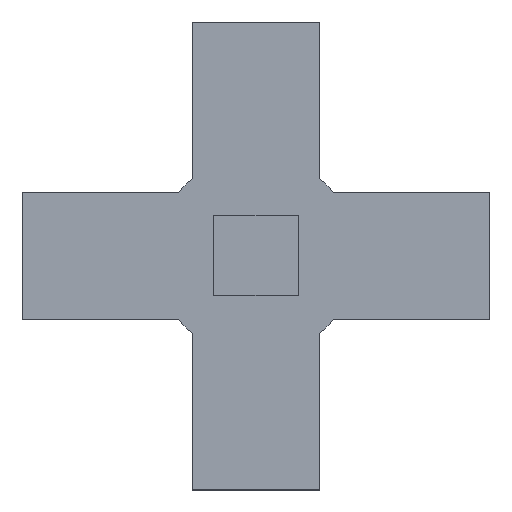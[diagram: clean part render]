
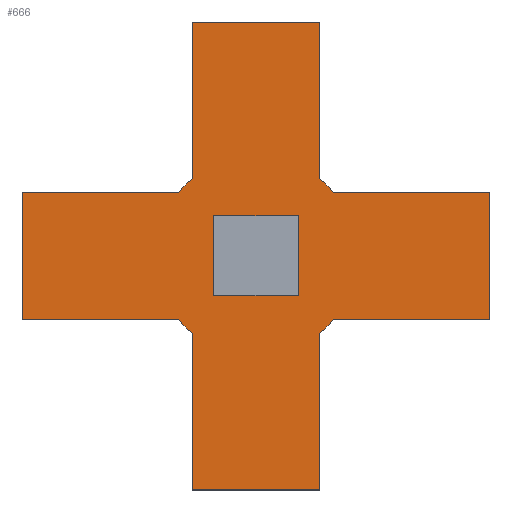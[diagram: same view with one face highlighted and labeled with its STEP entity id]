
A CAD part, top view. The second image highlights one B-rep face of the part: STEP entity #666.
In plain terms, the highlighted planar face has unit normal (0, 0, 1).
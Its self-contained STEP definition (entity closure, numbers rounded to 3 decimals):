
#24=FACE_BOUND('',#102,.T.);
#26=CIRCLE('',#709,7.9);
#31=CIRCLE('',#717,30.);
#32=CIRCLE('',#722,30.);
#33=CIRCLE('',#727,30.);
#34=CIRCLE('',#732,30.);
#63=FACE_OUTER_BOUND('',#101,.T.);
#101=EDGE_LOOP('',(#540,#541,#542,#543,#544,#545,#546,#547,#548,#549,#550,
#551,#552,#553,#554,#555));
#102=EDGE_LOOP('',(#556));
#144=LINE('',#1010,#223);
#147=LINE('',#1018,#226);
#149=LINE('',#1022,#228);
#151=LINE('',#1026,#230);
#154=LINE('',#1034,#233);
#156=LINE('',#1038,#235);
#158=LINE('',#1042,#237);
#161=LINE('',#1050,#240);
#163=LINE('',#1054,#242);
#165=LINE('',#1058,#244);
#168=LINE('',#1066,#247);
#170=LINE('',#1069,#249);
#223=VECTOR('',#813,10.);
#226=VECTOR('',#822,10.);
#228=VECTOR('',#826,10.);
#230=VECTOR('',#830,10.);
#233=VECTOR('',#839,10.);
#235=VECTOR('',#843,10.);
#237=VECTOR('',#847,10.);
#240=VECTOR('',#856,10.);
#242=VECTOR('',#860,10.);
#244=VECTOR('',#864,10.);
#247=VECTOR('',#873,10.);
#249=VECTOR('',#877,10.);
#281=VERTEX_POINT('',#962);
#302=VERTEX_POINT('',#1007);
#303=VERTEX_POINT('',#1009);
#304=VERTEX_POINT('',#1013);
#305=VERTEX_POINT('',#1017);
#306=VERTEX_POINT('',#1021);
#307=VERTEX_POINT('',#1025);
#308=VERTEX_POINT('',#1029);
#309=VERTEX_POINT('',#1033);
#310=VERTEX_POINT('',#1037);
#311=VERTEX_POINT('',#1041);
#312=VERTEX_POINT('',#1045);
#313=VERTEX_POINT('',#1049);
#314=VERTEX_POINT('',#1053);
#315=VERTEX_POINT('',#1057);
#316=VERTEX_POINT('',#1061);
#317=VERTEX_POINT('',#1065);
#348=EDGE_CURVE('',#281,#281,#26,.T.);
#370=EDGE_CURVE('',#303,#302,#144,.T.);
#372=EDGE_CURVE('',#304,#303,#31,.T.);
#374=EDGE_CURVE('',#305,#304,#147,.T.);
#376=EDGE_CURVE('',#306,#305,#149,.T.);
#378=EDGE_CURVE('',#307,#306,#151,.T.);
#380=EDGE_CURVE('',#308,#307,#32,.T.);
#382=EDGE_CURVE('',#309,#308,#154,.T.);
#384=EDGE_CURVE('',#310,#309,#156,.T.);
#386=EDGE_CURVE('',#311,#310,#158,.T.);
#388=EDGE_CURVE('',#312,#311,#33,.T.);
#390=EDGE_CURVE('',#313,#312,#161,.T.);
#392=EDGE_CURVE('',#314,#313,#163,.T.);
#394=EDGE_CURVE('',#315,#314,#165,.T.);
#396=EDGE_CURVE('',#316,#315,#34,.T.);
#398=EDGE_CURVE('',#317,#316,#168,.T.);
#400=EDGE_CURVE('',#302,#317,#170,.T.);
#540=ORIENTED_EDGE('',*,*,#400,.T.);
#541=ORIENTED_EDGE('',*,*,#398,.T.);
#542=ORIENTED_EDGE('',*,*,#396,.T.);
#543=ORIENTED_EDGE('',*,*,#394,.T.);
#544=ORIENTED_EDGE('',*,*,#392,.T.);
#545=ORIENTED_EDGE('',*,*,#390,.T.);
#546=ORIENTED_EDGE('',*,*,#388,.T.);
#547=ORIENTED_EDGE('',*,*,#386,.T.);
#548=ORIENTED_EDGE('',*,*,#384,.T.);
#549=ORIENTED_EDGE('',*,*,#382,.T.);
#550=ORIENTED_EDGE('',*,*,#380,.T.);
#551=ORIENTED_EDGE('',*,*,#378,.T.);
#552=ORIENTED_EDGE('',*,*,#376,.T.);
#553=ORIENTED_EDGE('',*,*,#374,.T.);
#554=ORIENTED_EDGE('',*,*,#372,.T.);
#555=ORIENTED_EDGE('',*,*,#370,.T.);
#556=ORIENTED_EDGE('',*,*,#348,.T.);
#632=PLANE('',#735);
#666=ADVANCED_FACE('',(#63,#24),#632,.T.);
#709=AXIS2_PLACEMENT_3D('',#964,#782,#783);
#717=AXIS2_PLACEMENT_3D('',#1014,#817,#818);
#722=AXIS2_PLACEMENT_3D('',#1030,#834,#835);
#727=AXIS2_PLACEMENT_3D('',#1046,#851,#852);
#732=AXIS2_PLACEMENT_3D('',#1062,#868,#869);
#735=AXIS2_PLACEMENT_3D('',#1070,#878,#879);
#782=DIRECTION('center_axis',(0.,0.,-1.));
#783=DIRECTION('ref_axis',(1.,0.,0.));
#813=DIRECTION('',(0.,1.,0.));
#817=DIRECTION('center_axis',(0.,0.,1.));
#818=DIRECTION('ref_axis',(0.774,0.633,0.));
#822=DIRECTION('',(-1.,0.,0.));
#826=DIRECTION('',(0.,1.,0.));
#830=DIRECTION('',(1.,0.,0.));
#834=DIRECTION('center_axis',(0.,0.,1.));
#835=DIRECTION('ref_axis',(0.633,-0.774,0.));
#839=DIRECTION('',(0.,1.,0.));
#843=DIRECTION('',(1.,0.,0.));
#847=DIRECTION('',(0.,-1.,0.));
#851=DIRECTION('center_axis',(0.,0.,1.));
#852=DIRECTION('ref_axis',(-0.774,-0.633,0.));
#856=DIRECTION('',(1.,0.,0.));
#860=DIRECTION('',(0.,-1.,0.));
#864=DIRECTION('',(-1.,0.,0.));
#868=DIRECTION('center_axis',(0.,0.,1.));
#869=DIRECTION('ref_axis',(-0.633,0.774,0.));
#873=DIRECTION('',(0.,-1.,0.));
#877=DIRECTION('',(-1.,0.,0.));
#878=DIRECTION('center_axis',(0.,0.,1.));
#879=DIRECTION('ref_axis',(1.,0.,0.));
#962=CARTESIAN_POINT('',(-7.9,-30.95,93.1));
#964=CARTESIAN_POINT('Origin',(0.,-30.95,93.1));
#1007=CARTESIAN_POINT('',(19.,39.05,93.1));
#1009=CARTESIAN_POINT('',(19.,-7.734,93.1));
#1010=CARTESIAN_POINT('',(19.,-7.734,93.1));
#1013=CARTESIAN_POINT('',(23.216,-11.95,93.1));
#1014=CARTESIAN_POINT('Origin',(0.,-30.95,93.1));
#1017=CARTESIAN_POINT('',(70.,-11.95,93.1));
#1018=CARTESIAN_POINT('',(70.,-11.95,93.1));
#1021=CARTESIAN_POINT('',(70.,-49.95,93.1));
#1022=CARTESIAN_POINT('',(70.,-49.95,93.1));
#1025=CARTESIAN_POINT('',(23.216,-49.95,93.1));
#1026=CARTESIAN_POINT('',(23.216,-49.95,93.1));
#1029=CARTESIAN_POINT('',(19.,-54.166,93.1));
#1030=CARTESIAN_POINT('Origin',(0.,-30.95,93.1));
#1033=CARTESIAN_POINT('',(19.,-100.95,93.1));
#1034=CARTESIAN_POINT('',(19.,-100.95,93.1));
#1037=CARTESIAN_POINT('',(-19.,-100.95,93.1));
#1038=CARTESIAN_POINT('',(-19.,-100.95,93.1));
#1041=CARTESIAN_POINT('',(-19.,-54.166,93.1));
#1042=CARTESIAN_POINT('',(-19.,-54.166,93.1));
#1045=CARTESIAN_POINT('',(-23.216,-49.95,93.1));
#1046=CARTESIAN_POINT('Origin',(0.,-30.95,93.1));
#1049=CARTESIAN_POINT('',(-70.,-49.95,93.1));
#1050=CARTESIAN_POINT('',(-70.,-49.95,93.1));
#1053=CARTESIAN_POINT('',(-70.,-11.95,93.1));
#1054=CARTESIAN_POINT('',(-70.,-11.95,93.1));
#1057=CARTESIAN_POINT('',(-23.216,-11.95,93.1));
#1058=CARTESIAN_POINT('',(-23.216,-11.95,93.1));
#1061=CARTESIAN_POINT('',(-19.,-7.734,93.1));
#1062=CARTESIAN_POINT('Origin',(0.,-30.95,93.1));
#1065=CARTESIAN_POINT('',(-19.,39.05,93.1));
#1066=CARTESIAN_POINT('',(-19.,39.05,93.1));
#1069=CARTESIAN_POINT('',(19.,39.05,93.1));
#1070=CARTESIAN_POINT('Origin',(0.,-30.95,93.1));
